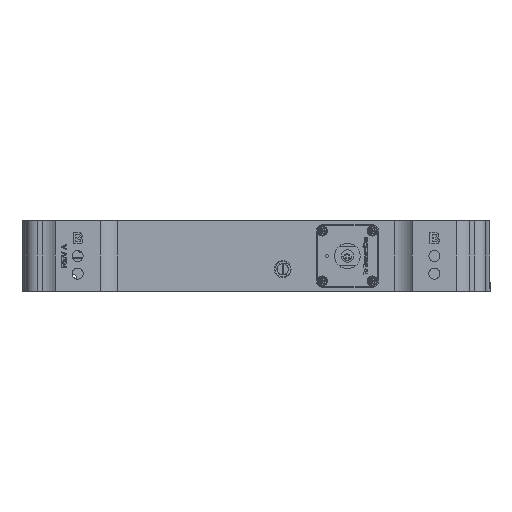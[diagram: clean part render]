
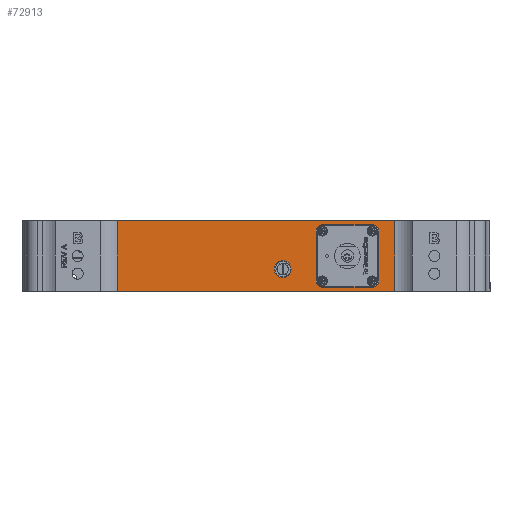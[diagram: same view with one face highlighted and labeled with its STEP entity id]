
A CAD part, left-side view. The second image highlights one B-rep face of the part: STEP entity #72913.
In plain terms, the highlighted planar face has unit normal (-1, 0, 0).
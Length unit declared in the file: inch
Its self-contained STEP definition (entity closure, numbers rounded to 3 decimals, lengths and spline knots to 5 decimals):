
#176 = CARTESIAN_POINT ( 'NONE',  ( -3.1875, 1.355, 4.25 ) ) ;
#1302 = LINE ( 'NONE', #1765, #25687 ) ;
#1765 = CARTESIAN_POINT ( 'NONE',  ( -3.1875, 0.235, 2.85 ) ) ;
#4564 = ORIENTED_EDGE ( 'NONE', *, *, #20784, .F. ) ;
#5131 = LINE ( 'NONE', #46683, #57038 ) ;
#5629 = VECTOR ( 'NONE', #19653, 39.37008 ) ;
#5734 = AXIS2_PLACEMENT_3D ( 'NONE', #55472, #128106, #65969 ) ;
#6637 = VERTEX_POINT ( 'NONE', #129928 ) ;
#8828 = EDGE_CURVE ( 'NONE', #43776, #70406, #5131, .T. ) ;
#9537 = DIRECTION ( 'NONE',  ( -1., 0., 0. ) ) ;
#9942 = AXIS2_PLACEMENT_3D ( 'NONE', #71754, #9537, #82220 ) ;
#10654 = ORIENTED_EDGE ( 'NONE', *, *, #64236, .F. ) ;
#10831 = ORIENTED_EDGE ( 'NONE', *, *, #53213, .F. ) ;
#11423 = DIRECTION ( 'NONE',  ( 0., 1., 0. ) ) ;
#12561 = FACE_OUTER_BOUND ( 'NONE', #66139, .T. ) ;
#14380 = AXIS2_PLACEMENT_3D ( 'NONE', #84999, #22758, #95404 ) ;
#14423 = EDGE_CURVE ( 'NONE', #49190, #43776, #108601, .T. ) ;
#14491 = VERTEX_POINT ( 'NONE', #22539 ) ;
#19653 = DIRECTION ( 'NONE',  ( 0., 0., -1. ) ) ;
#20784 = EDGE_CURVE ( 'NONE', #34307, #42678, #40192, .T. ) ;
#21270 = CIRCLE ( 'NONE', #116162, 0.14 ) ;
#21429 = DIRECTION ( 'NONE',  ( -1., 0., 0. ) ) ;
#21975 = CARTESIAN_POINT ( 'NONE',  ( -3.1875, 1.59, -1.60969 ) ) ;
#22180 = EDGE_CURVE ( 'NONE', #113183, #132222, #29207, .T. ) ;
#22539 = CARTESIAN_POINT ( 'NONE',  ( -3.1875, 1.495, 4.11 ) ) ;
#22757 = DIRECTION ( 'NONE',  ( 0., 0., 1. ) ) ;
#22758 = DIRECTION ( 'NONE',  ( -1., 0., 0. ) ) ;
#22876 = EDGE_CURVE ( 'NONE', #132222, #49190, #106721, .T. ) ;
#24104 = EDGE_CURVE ( 'NONE', #46985, #27132, #133831, .T. ) ;
#25250 = CARTESIAN_POINT ( 'NONE',  ( -3.1875, 1.59, 4.60969 ) ) ;
#25687 = VECTOR ( 'NONE', #54410, 39.37008 ) ;
#27132 = VERTEX_POINT ( 'NONE', #25250 ) ;
#27644 = LINE ( 'NONE', #71812, #107221 ) ;
#28408 = EDGE_CURVE ( 'NONE', #42678, #34307, #131680, .T. ) ;
#29207 = CIRCLE ( 'NONE', #50215, 0.14 ) ;
#31892 = CARTESIAN_POINT ( 'NONE',  ( -3.1875, 0., 4.60969 ) ) ;
#33178 = LINE ( 'NONE', #60998, #5629 ) ;
#34307 = VERTEX_POINT ( 'NONE', #86993 ) ;
#37909 = CARTESIAN_POINT ( 'NONE',  ( -3.1875, 0.235, 2.99 ) ) ;
#38728 = CARTESIAN_POINT ( 'NONE',  ( -3.1875, 0.095, 4.11 ) ) ;
#39976 = PLANE ( 'NONE',  #9942 ) ;
#40192 = CIRCLE ( 'NONE', #5734, 0.1875 ) ;
#40916 = EDGE_CURVE ( 'NONE', #6637, #127579, #27644, .T. ) ;
#41640 = DIRECTION ( 'NONE',  ( -1., 0., 0. ) ) ;
#42678 = VERTEX_POINT ( 'NONE', #101217 ) ;
#43166 = CARTESIAN_POINT ( 'NONE',  ( -3.1875, 0., 4.60969 ) ) ;
#43776 = VERTEX_POINT ( 'NONE', #105131 ) ;
#45331 = CARTESIAN_POINT ( 'NONE',  ( -3.1875, 1.355, 4.11 ) ) ;
#45812 = VECTOR ( 'NONE', #22757, 39.37008 ) ;
#46683 = CARTESIAN_POINT ( 'NONE',  ( -3.1875, 0.235, 4.25 ) ) ;
#46948 = CARTESIAN_POINT ( 'NONE',  ( -3.1875, 1.59, 4.60969 ) ) ;
#46985 = VERTEX_POINT ( 'NONE', #43166 ) ;
#47383 = AXIS2_PLACEMENT_3D ( 'NONE', #103874, #41640, #114271 ) ;
#47914 = ORIENTED_EDGE ( 'NONE', *, *, #22876, .F. ) ;
#48079 = EDGE_CURVE ( 'NONE', #100449, #113183, #1302, .T. ) ;
#48311 = DIRECTION ( 'NONE',  ( 0., 0., -1. ) ) ;
#49190 = VERTEX_POINT ( 'NONE', #38728 ) ;
#50215 = AXIS2_PLACEMENT_3D ( 'NONE', #37909, #110499, #48311 ) ;
#51105 = CIRCLE ( 'NONE', #106806, 0.14 ) ;
#53213 = EDGE_CURVE ( 'NONE', #126747, #100449, #51105, .T. ) ;
#54410 = DIRECTION ( 'NONE',  ( 0., -1., 0. ) ) ;
#54904 = EDGE_LOOP ( 'NONE', ( #4564, #57633 ) ) ;
#55472 = CARTESIAN_POINT ( 'NONE',  ( -3.1875, 0.5, 2.1 ) ) ;
#55802 = DIRECTION ( 'NONE',  ( 0., 0., -1. ) ) ;
#57038 = VECTOR ( 'NONE', #119343, 39.37008 ) ;
#57372 = DIRECTION ( 'NONE',  ( 0., 0., 1. ) ) ;
#57633 = ORIENTED_EDGE ( 'NONE', *, *, #28408, .F. ) ;
#59609 = CARTESIAN_POINT ( 'NONE',  ( -3.1875, 0.235, 2.85 ) ) ;
#60998 = CARTESIAN_POINT ( 'NONE',  ( -3.1875, 1.495, 2.99 ) ) ;
#62005 = ORIENTED_EDGE ( 'NONE', *, *, #40916, .F. ) ;
#64236 = EDGE_CURVE ( 'NONE', #14491, #126747, #33178, .T. ) ;
#65969 = DIRECTION ( 'NONE',  ( 0., 0., 1. ) ) ;
#66139 = EDGE_LOOP ( 'NONE', ( #80400, #121104, #62005, #123706 ) ) ;
#68896 = CARTESIAN_POINT ( 'NONE',  ( -3.1875, 1.355, 2.85 ) ) ;
#70406 = VERTEX_POINT ( 'NONE', #176 ) ;
#71754 = CARTESIAN_POINT ( 'NONE',  ( -3.1875, 0., 4.60969 ) ) ;
#71812 = CARTESIAN_POINT ( 'NONE',  ( -3.1875, 0., -1.60969 ) ) ;
#72913 = ADVANCED_FACE ( 'NONE', ( #123015, #119789, #12561 ), #39976, .T. ) ;
#74567 = CARTESIAN_POINT ( 'NONE',  ( -3.1875, 0., 4.60969 ) ) ;
#80400 = ORIENTED_EDGE ( 'NONE', *, *, #24104, .T. ) ;
#82220 = DIRECTION ( 'NONE',  ( 0., 0., 1. ) ) ;
#83683 = CARTESIAN_POINT ( 'NONE',  ( -3.1875, 1.355, 2.99 ) ) ;
#84999 = CARTESIAN_POINT ( 'NONE',  ( -3.1875, 0.5, 2.1 ) ) ;
#86993 = CARTESIAN_POINT ( 'NONE',  ( -3.1875, 0.5, 2.2875 ) ) ;
#87536 = VECTOR ( 'NONE', #57372, 39.37008 ) ;
#90365 = ORIENTED_EDGE ( 'NONE', *, *, #14423, .F. ) ;
#90779 = CARTESIAN_POINT ( 'NONE',  ( -3.1875, 0.095, 2.99 ) ) ;
#94063 = DIRECTION ( 'NONE',  ( 0., 0., -1. ) ) ;
#94195 = EDGE_CURVE ( 'NONE', #127579, #27132, #115124, .T. ) ;
#94385 = CARTESIAN_POINT ( 'NONE',  ( -3.1875, 0.095, 2.99 ) ) ;
#95404 = DIRECTION ( 'NONE',  ( 0., 0., 1. ) ) ;
#95950 = EDGE_CURVE ( 'NONE', #6637, #46985, #131927, .T. ) ;
#100244 = VECTOR ( 'NONE', #125719, 39.37008 ) ;
#100449 = VERTEX_POINT ( 'NONE', #68896 ) ;
#101217 = CARTESIAN_POINT ( 'NONE',  ( -3.1875, 0.5, 1.9125 ) ) ;
#103688 = EDGE_CURVE ( 'NONE', #70406, #14491, #21270, .T. ) ;
#103874 = CARTESIAN_POINT ( 'NONE',  ( -3.1875, 0.235, 4.11 ) ) ;
#104711 = ORIENTED_EDGE ( 'NONE', *, *, #22180, .F. ) ;
#105131 = CARTESIAN_POINT ( 'NONE',  ( -3.1875, 0.235, 4.25 ) ) ;
#105203 = ORIENTED_EDGE ( 'NONE', *, *, #103688, .F. ) ;
#106235 = VECTOR ( 'NONE', #11423, 39.37008 ) ;
#106721 = LINE ( 'NONE', #94385, #100244 ) ;
#106743 = ORIENTED_EDGE ( 'NONE', *, *, #48079, .F. ) ;
#106806 = AXIS2_PLACEMENT_3D ( 'NONE', #83683, #21429, #94063 ) ;
#107221 = VECTOR ( 'NONE', #133966, 39.37008 ) ;
#108601 = CIRCLE ( 'NONE', #47383, 0.14 ) ;
#110499 = DIRECTION ( 'NONE',  ( -1., 0., 0. ) ) ;
#113183 = VERTEX_POINT ( 'NONE', #59609 ) ;
#114271 = DIRECTION ( 'NONE',  ( 0., 0., 1. ) ) ;
#115124 = LINE ( 'NONE', #46948, #87536 ) ;
#116162 = AXIS2_PLACEMENT_3D ( 'NONE', #45331, #118009, #55802 ) ;
#118009 = DIRECTION ( 'NONE',  ( -1., 0., 0. ) ) ;
#119343 = DIRECTION ( 'NONE',  ( 0., 1., 0. ) ) ;
#119789 = FACE_BOUND ( 'NONE', #124429, .T. ) ;
#121104 = ORIENTED_EDGE ( 'NONE', *, *, #94195, .F. ) ;
#123015 = FACE_BOUND ( 'NONE', #54904, .T. ) ;
#123706 = ORIENTED_EDGE ( 'NONE', *, *, #95950, .T. ) ;
#124429 = EDGE_LOOP ( 'NONE', ( #90365, #47914, #104711, #106743, #10831, #10654, #105203, #126559 ) ) ;
#125719 = DIRECTION ( 'NONE',  ( 0., 0., 1. ) ) ;
#126559 = ORIENTED_EDGE ( 'NONE', *, *, #8828, .F. ) ;
#126680 = CARTESIAN_POINT ( 'NONE',  ( -3.1875, 1.495, 2.99 ) ) ;
#126747 = VERTEX_POINT ( 'NONE', #126680 ) ;
#127579 = VERTEX_POINT ( 'NONE', #21975 ) ;
#128106 = DIRECTION ( 'NONE',  ( -1., 0., 0. ) ) ;
#129928 = CARTESIAN_POINT ( 'NONE',  ( -3.1875, 0., -1.60969 ) ) ;
#131680 = CIRCLE ( 'NONE', #14380, 0.1875 ) ;
#131927 = LINE ( 'NONE', #74567, #45812 ) ;
#132222 = VERTEX_POINT ( 'NONE', #90779 ) ;
#133831 = LINE ( 'NONE', #31892, #106235 ) ;
#133966 = DIRECTION ( 'NONE',  ( 0., 1., 0. ) ) ;
